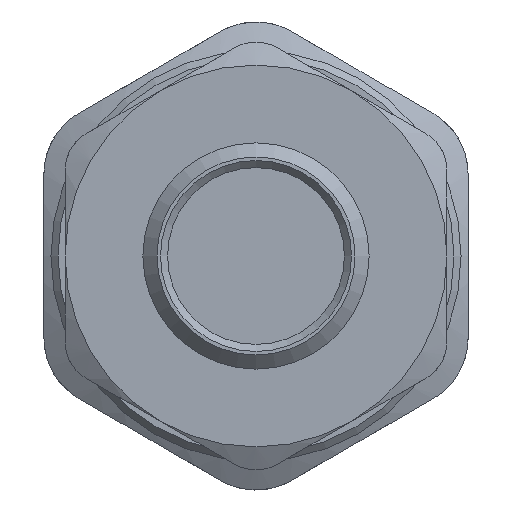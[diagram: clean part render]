
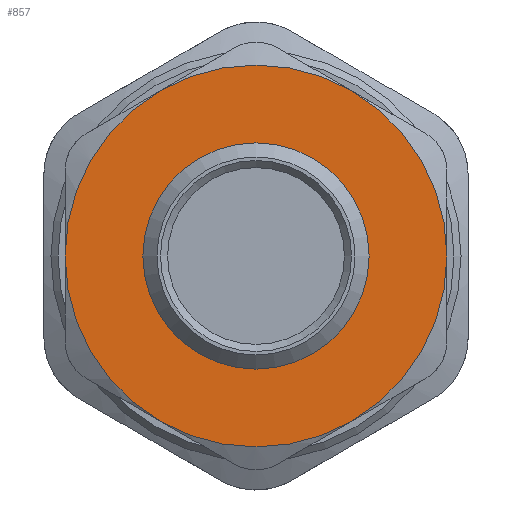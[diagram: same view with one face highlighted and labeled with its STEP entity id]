
A CAD part, front view. The second image highlights one B-rep face of the part: STEP entity #857.
In plain terms, the highlighted planar face has unit normal (0, -1, 0).
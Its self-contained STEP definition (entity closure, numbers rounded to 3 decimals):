
#179=FACE_BOUND('',#291,.T.);
#237=FACE_OUTER_BOUND('',#290,.T.);
#290=EDGE_LOOP('',(#585,#586,#587,#588,#589,#590));
#291=EDGE_LOOP('',(#591));
#347=CIRCLE('',#936,13.5);
#348=CIRCLE('',#937,13.5);
#349=CIRCLE('',#938,13.5);
#350=CIRCLE('',#939,13.5);
#351=CIRCLE('',#940,13.5);
#352=CIRCLE('',#941,13.5);
#353=CIRCLE('',#942,7.2);
#378=VERTEX_POINT('',#1227);
#379=VERTEX_POINT('',#1228);
#380=VERTEX_POINT('',#1230);
#381=VERTEX_POINT('',#1232);
#382=VERTEX_POINT('',#1234);
#383=VERTEX_POINT('',#1236);
#384=VERTEX_POINT('',#1239);
#458=EDGE_CURVE('',#378,#379,#347,.T.);
#459=EDGE_CURVE('',#380,#378,#348,.T.);
#460=EDGE_CURVE('',#381,#380,#349,.T.);
#461=EDGE_CURVE('',#382,#381,#350,.T.);
#462=EDGE_CURVE('',#383,#382,#351,.T.);
#463=EDGE_CURVE('',#379,#383,#352,.T.);
#464=EDGE_CURVE('',#384,#384,#353,.T.);
#585=ORIENTED_EDGE('',*,*,#458,.F.);
#586=ORIENTED_EDGE('',*,*,#459,.F.);
#587=ORIENTED_EDGE('',*,*,#460,.F.);
#588=ORIENTED_EDGE('',*,*,#461,.F.);
#589=ORIENTED_EDGE('',*,*,#462,.F.);
#590=ORIENTED_EDGE('',*,*,#463,.F.);
#591=ORIENTED_EDGE('',*,*,#464,.T.);
#839=PLANE('',#935);
#857=ADVANCED_FACE('',(#237,#179),#839,.T.);
#935=AXIS2_PLACEMENT_3D('',#1226,#1025,#1026);
#936=AXIS2_PLACEMENT_3D('',#1229,#1027,#1028);
#937=AXIS2_PLACEMENT_3D('',#1231,#1029,#1030);
#938=AXIS2_PLACEMENT_3D('',#1233,#1031,#1032);
#939=AXIS2_PLACEMENT_3D('',#1235,#1033,#1034);
#940=AXIS2_PLACEMENT_3D('',#1237,#1035,#1036);
#941=AXIS2_PLACEMENT_3D('',#1238,#1037,#1038);
#942=AXIS2_PLACEMENT_3D('',#1240,#1039,#1040);
#1025=DIRECTION('center_axis',(0.,-1.,0.));
#1026=DIRECTION('ref_axis',(0.,0.,-1.));
#1027=DIRECTION('center_axis',(0.,1.,0.));
#1028=DIRECTION('ref_axis',(1.,0.,0.));
#1029=DIRECTION('center_axis',(0.,1.,0.));
#1030=DIRECTION('ref_axis',(1.,0.,0.));
#1031=DIRECTION('center_axis',(0.,1.,0.));
#1032=DIRECTION('ref_axis',(1.,0.,0.));
#1033=DIRECTION('center_axis',(0.,1.,0.));
#1034=DIRECTION('ref_axis',(1.,0.,0.));
#1035=DIRECTION('center_axis',(0.,1.,0.));
#1036=DIRECTION('ref_axis',(1.,0.,0.));
#1037=DIRECTION('center_axis',(0.,1.,0.));
#1038=DIRECTION('ref_axis',(1.,0.,0.));
#1039=DIRECTION('center_axis',(0.,1.,0.));
#1040=DIRECTION('ref_axis',(1.,0.,0.));
#1226=CARTESIAN_POINT('Origin',(-21.838,-33.093,0.52));
#1227=CARTESIAN_POINT('',(-21.838,-33.093,0.52));
#1228=CARTESIAN_POINT('',(-15.088,-33.093,12.212));
#1229=CARTESIAN_POINT('Origin',(-8.338,-33.093,0.52));
#1230=CARTESIAN_POINT('',(-15.088,-33.093,-11.171));
#1231=CARTESIAN_POINT('Origin',(-8.338,-33.093,0.52));
#1232=CARTESIAN_POINT('',(-1.588,-33.093,-11.171));
#1233=CARTESIAN_POINT('Origin',(-8.338,-33.093,0.52));
#1234=CARTESIAN_POINT('',(5.162,-33.093,0.52));
#1235=CARTESIAN_POINT('Origin',(-8.338,-33.093,0.52));
#1236=CARTESIAN_POINT('',(-1.588,-33.093,12.212));
#1237=CARTESIAN_POINT('Origin',(-8.338,-33.093,0.52));
#1238=CARTESIAN_POINT('Origin',(-8.338,-33.093,0.52));
#1239=CARTESIAN_POINT('',(-1.138,-33.093,0.52));
#1240=CARTESIAN_POINT('Origin',(-8.338,-33.093,0.52));
